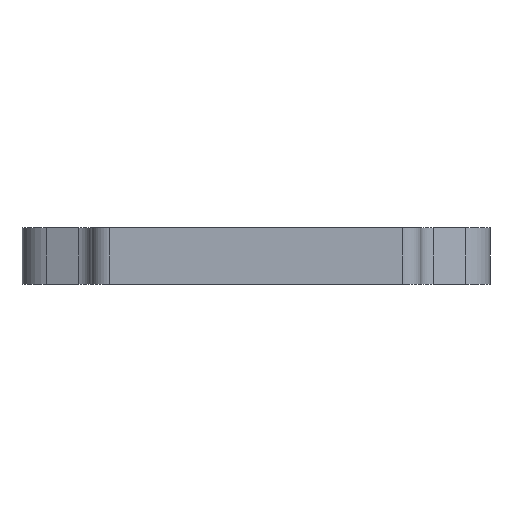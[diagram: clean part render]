
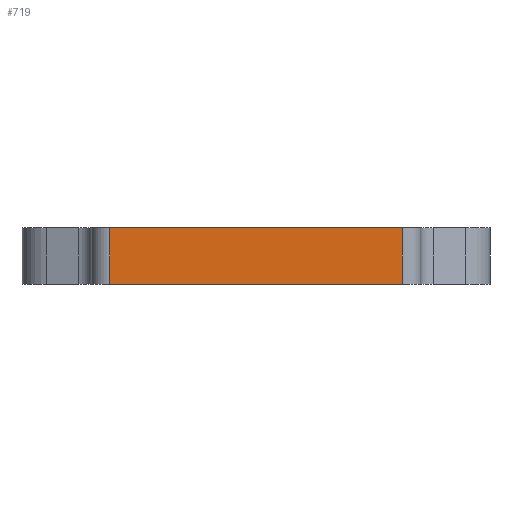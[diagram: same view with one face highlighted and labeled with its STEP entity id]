
A CAD part, front view. The second image highlights one B-rep face of the part: STEP entity #719.
In plain terms, the highlighted planar face has unit normal (0, -1, 0).
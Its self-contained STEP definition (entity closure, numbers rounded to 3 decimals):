
#38=PLANE('',#798);
#74=FACE_OUTER_BOUND('',#114,.T.);
#114=EDGE_LOOP('',(#594,#595,#596,#597));
#185=LINE('',#1202,#255);
#186=LINE('',#1206,#256);
#187=LINE('',#1208,#257);
#188=LINE('',#1209,#258);
#255=VECTOR('',#985,10.);
#256=VECTOR('',#990,10.);
#257=VECTOR('',#991,10.);
#258=VECTOR('',#992,10.);
#356=VERTEX_POINT('',#1199);
#357=VERTEX_POINT('',#1201);
#358=VERTEX_POINT('',#1205);
#359=VERTEX_POINT('',#1207);
#450=EDGE_CURVE('',#357,#356,#185,.T.);
#452=EDGE_CURVE('',#356,#358,#186,.F.);
#453=EDGE_CURVE('',#359,#358,#187,.T.);
#454=EDGE_CURVE('',#359,#357,#188,.T.);
#594=ORIENTED_EDGE('',*,*,#452,.T.);
#595=ORIENTED_EDGE('',*,*,#453,.F.);
#596=ORIENTED_EDGE('',*,*,#454,.T.);
#597=ORIENTED_EDGE('',*,*,#450,.T.);
#719=ADVANCED_FACE('',(#74),#38,.T.);
#798=AXIS2_PLACEMENT_3D('',#1204,#988,#989);
#985=DIRECTION('',(0.,0.,1.));
#988=DIRECTION('center_axis',(0.,-1.,0.));
#989=DIRECTION('ref_axis',(1.,0.,0.));
#990=DIRECTION('',(1.,0.,0.));
#991=DIRECTION('',(0.,0.,1.));
#992=DIRECTION('',(1.,0.,0.));
#1199=CARTESIAN_POINT('',(7.846,-11.292,4.599));
#1201=CARTESIAN_POINT('',(7.846,-11.292,1.6));
#1202=CARTESIAN_POINT('',(7.846,-11.292,1.6));
#1204=CARTESIAN_POINT('Origin',(-7.754,-11.292,1.6));
#1205=CARTESIAN_POINT('',(-7.754,-11.292,4.599));
#1206=CARTESIAN_POINT('',(-3.854,-11.292,4.599));
#1207=CARTESIAN_POINT('',(-7.754,-11.292,1.6));
#1208=CARTESIAN_POINT('',(-7.754,-11.292,1.6));
#1209=CARTESIAN_POINT('',(-7.754,-11.292,1.6));
